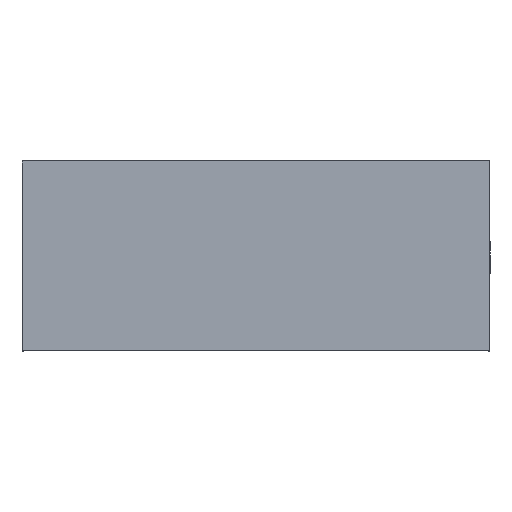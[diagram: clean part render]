
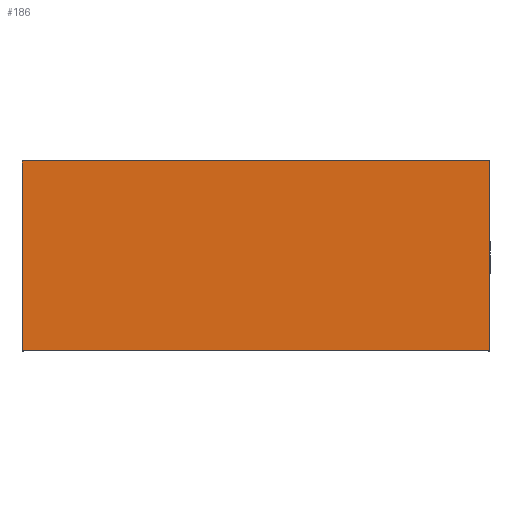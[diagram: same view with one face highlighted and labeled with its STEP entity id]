
A CAD part, top view. The second image highlights one B-rep face of the part: STEP entity #186.
In plain terms, the highlighted planar face has unit normal (0, 0, 1).
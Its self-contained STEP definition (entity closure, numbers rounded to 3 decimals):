
#14 = EDGE_CURVE ( 'NONE', #802, #501, #1046, .T. ) ;
#32 = ORIENTED_EDGE ( 'NONE', *, *, #14, .T. ) ;
#69 = EDGE_CURVE ( 'NONE', #501, #583, #392, .T. ) ;
#106 = CARTESIAN_POINT ( 'NONE',  ( -100.8, 50.3, 0. ) ) ;
#124 = CARTESIAN_POINT ( 'NONE',  ( 100.8, 50.3, 0. ) ) ;
#144 = LINE ( 'NONE', #675, #921 ) ;
#186 = ADVANCED_FACE ( 'NONE', ( #558 ), #768, .F. ) ;
#191 = EDGE_LOOP ( 'NONE', ( #32, #203, #702, #476 ) ) ;
#203 = ORIENTED_EDGE ( 'NONE', *, *, #69, .T. ) ;
#219 = CARTESIAN_POINT ( 'NONE',  ( -100., -31.5, 0. ) ) ;
#233 = EDGE_CURVE ( 'NONE', #941, #583, #144, .T. ) ;
#334 = CARTESIAN_POINT ( 'NONE',  ( -100.8, -31.5, 0. ) ) ;
#375 = CARTESIAN_POINT ( 'NONE',  ( -100., 50.3, 0. ) ) ;
#377 = AXIS2_PLACEMENT_3D ( 'NONE', #431, #514, #687 ) ;
#392 = LINE ( 'NONE', #219, #810 ) ;
#431 = CARTESIAN_POINT ( 'NONE',  ( -100., 31.5, 0. ) ) ;
#453 = VECTOR ( 'NONE', #955, 1000. ) ;
#468 = CARTESIAN_POINT ( 'NONE',  ( 100.8, -31.5, 0. ) ) ;
#476 = ORIENTED_EDGE ( 'NONE', *, *, #508, .F. ) ;
#501 = VERTEX_POINT ( 'NONE', #334 ) ;
#508 = EDGE_CURVE ( 'NONE', #802, #941, #773, .T. ) ;
#514 = DIRECTION ( 'NONE',  ( 0., 0., -1. ) ) ;
#558 = FACE_OUTER_BOUND ( 'NONE', #191, .T. ) ;
#583 = VERTEX_POINT ( 'NONE', #468 ) ;
#606 = VECTOR ( 'NONE', #826, 1000. ) ;
#675 = CARTESIAN_POINT ( 'NONE',  ( 100.8, 51.431, 0. ) ) ;
#687 = DIRECTION ( 'NONE',  ( -1., 0., 0. ) ) ;
#702 = ORIENTED_EDGE ( 'NONE', *, *, #233, .F. ) ;
#768 = PLANE ( 'NONE',  #377 ) ;
#773 = LINE ( 'NONE', #375, #453 ) ;
#800 = CARTESIAN_POINT ( 'NONE',  ( -100.8, 51.431, 0. ) ) ;
#802 = VERTEX_POINT ( 'NONE', #106 ) ;
#810 = VECTOR ( 'NONE', #926, 1000. ) ;
#826 = DIRECTION ( 'NONE',  ( 0., -1., 0. ) ) ;
#921 = VECTOR ( 'NONE', #992, 1000. ) ;
#926 = DIRECTION ( 'NONE',  ( 1., 0., 0. ) ) ;
#941 = VERTEX_POINT ( 'NONE', #124 ) ;
#955 = DIRECTION ( 'NONE',  ( 1., 0., 0. ) ) ;
#992 = DIRECTION ( 'NONE',  ( 0., -1., 0. ) ) ;
#1046 = LINE ( 'NONE', #800, #606 ) ;
